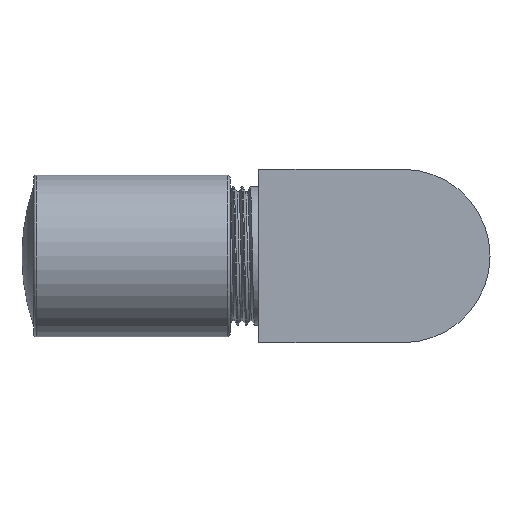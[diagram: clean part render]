
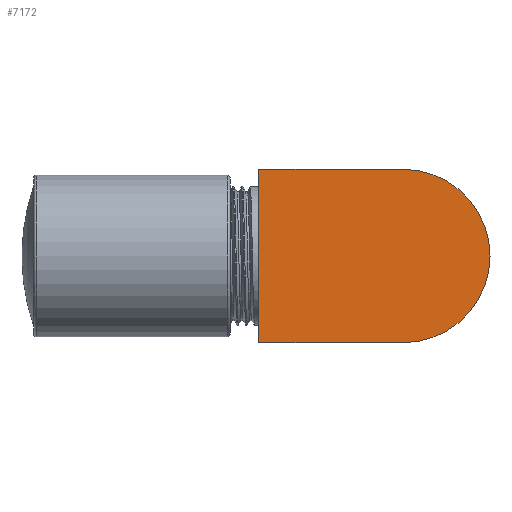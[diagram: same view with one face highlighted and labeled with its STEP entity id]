
A CAD part, front view. The second image highlights one B-rep face of the part: STEP entity #7172.
In plain terms, the highlighted planar face has unit normal (0, -1, 0).
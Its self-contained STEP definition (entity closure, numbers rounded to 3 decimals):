
#101 = EDGE_CURVE ( 'NONE', #4721, #7974, #3997, .T. ) ;
#215 = ORIENTED_EDGE ( 'NONE', *, *, #5043, .T. ) ;
#483 = VERTEX_POINT ( 'NONE', #2962 ) ;
#541 = CARTESIAN_POINT ( 'NONE',  ( -20., 0., -15. ) ) ;
#1141 = CARTESIAN_POINT ( 'NONE',  ( 5., 0., 15. ) ) ;
#1178 = CARTESIAN_POINT ( 'NONE',  ( 5., 0., 0. ) ) ;
#1275 = CARTESIAN_POINT ( 'NONE',  ( -20., 0., -15. ) ) ;
#1377 = CIRCLE ( 'NONE', #7124, 15. ) ;
#1507 = EDGE_CURVE ( 'NONE', #483, #6540, #3154, .T. ) ;
#1675 = CARTESIAN_POINT ( 'NONE',  ( 5., 0., 0. ) ) ;
#1860 = CIRCLE ( 'NONE', #1906, 15. ) ;
#1868 = CARTESIAN_POINT ( 'NONE',  ( -20., 0., 15. ) ) ;
#1906 = AXIS2_PLACEMENT_3D ( 'NONE', #1675, #4944, #7405 ) ;
#2342 = AXIS2_PLACEMENT_3D ( 'NONE', #4783, #7378, #3533 ) ;
#2483 = CARTESIAN_POINT ( 'NONE',  ( 5., 0., -15. ) ) ;
#2899 = ORIENTED_EDGE ( 'NONE', *, *, #101, .F. ) ;
#2962 = CARTESIAN_POINT ( 'NONE',  ( -20., 0., 15. ) ) ;
#3151 = DIRECTION ( 'NONE',  ( 0., 0., 1. ) ) ;
#3154 = LINE ( 'NONE', #1868, #4669 ) ;
#3533 = DIRECTION ( 'NONE',  ( 0., 0., 1. ) ) ;
#3621 = PLANE ( 'NONE',  #2342 ) ;
#3776 = VERTEX_POINT ( 'NONE', #7806 ) ;
#3815 = LINE ( 'NONE', #1275, #8238 ) ;
#3905 = CARTESIAN_POINT ( 'NONE',  ( -20., 0., -15. ) ) ;
#3997 = LINE ( 'NONE', #3905, #8343 ) ;
#4187 = EDGE_CURVE ( 'NONE', #4721, #3776, #1860, .T. ) ;
#4274 = ORIENTED_EDGE ( 'NONE', *, *, #8158, .F. ) ;
#4483 = DIRECTION ( 'NONE',  ( 1., 0., 0. ) ) ;
#4544 = DIRECTION ( 'NONE',  ( 0., 0., 1. ) ) ;
#4669 = VECTOR ( 'NONE', #4483, 1000. ) ;
#4721 = VERTEX_POINT ( 'NONE', #2483 ) ;
#4783 = CARTESIAN_POINT ( 'NONE',  ( 0., 0., 0. ) ) ;
#4944 = DIRECTION ( 'NONE',  ( 0., -1., 0. ) ) ;
#5043 = EDGE_CURVE ( 'NONE', #3776, #6540, #1377, .T. ) ;
#5546 = ORIENTED_EDGE ( 'NONE', *, *, #1507, .F. ) ;
#6537 = FACE_OUTER_BOUND ( 'NONE', #7318, .T. ) ;
#6540 = VERTEX_POINT ( 'NONE', #1141 ) ;
#7124 = AXIS2_PLACEMENT_3D ( 'NONE', #1178, #8459, #3151 ) ;
#7172 = ADVANCED_FACE ( 'NONE', ( #6537 ), #3621, .F. ) ;
#7318 = EDGE_LOOP ( 'NONE', ( #2899, #8407, #215, #5546, #4274 ) ) ;
#7378 = DIRECTION ( 'NONE',  ( 0., 1., 0. ) ) ;
#7405 = DIRECTION ( 'NONE',  ( 0., 0., 1. ) ) ;
#7806 = CARTESIAN_POINT ( 'NONE',  ( 20., 0., 0. ) ) ;
#7974 = VERTEX_POINT ( 'NONE', #541 ) ;
#8158 = EDGE_CURVE ( 'NONE', #7974, #483, #3815, .T. ) ;
#8238 = VECTOR ( 'NONE', #4544, 1000. ) ;
#8343 = VECTOR ( 'NONE', #8403, 1000. ) ;
#8403 = DIRECTION ( 'NONE',  ( -1., 0., 0. ) ) ;
#8407 = ORIENTED_EDGE ( 'NONE', *, *, #4187, .T. ) ;
#8459 = DIRECTION ( 'NONE',  ( 0., -1., 0. ) ) ;
